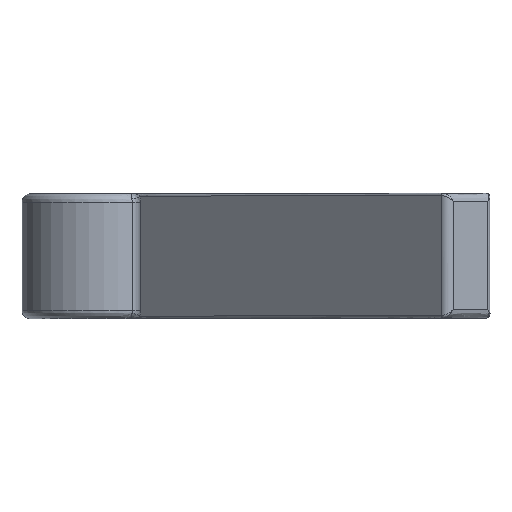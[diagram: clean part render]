
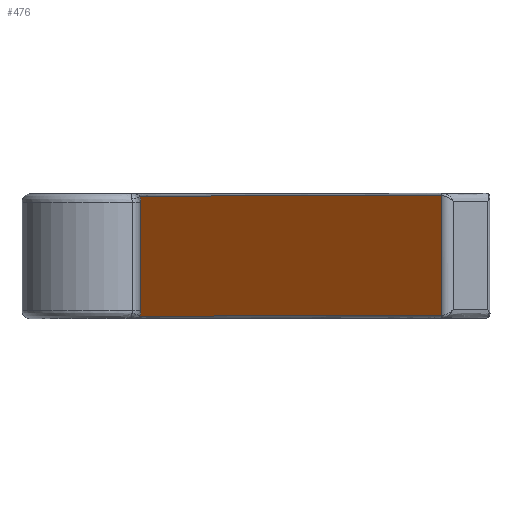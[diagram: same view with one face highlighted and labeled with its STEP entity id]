
A CAD part, top view. The second image highlights one B-rep face of the part: STEP entity #476.
In plain terms, the highlighted planar face has unit normal (-0.707, 0, 0.707).
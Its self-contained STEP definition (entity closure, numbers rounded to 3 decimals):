
#15=B_SPLINE_CURVE_WITH_KNOTS('',3,(#1011,#1012,#1013,#1014),
 .UNSPECIFIED.,.F.,.F.,(4,4),(-0.072,0.),
 .UNSPECIFIED.);
#16=B_SPLINE_CURVE_WITH_KNOTS('',3,(#1018,#1019,#1020,#1021),
 .UNSPECIFIED.,.F.,.F.,(4,4),(0.,0.072),.UNSPECIFIED.);
#63=PLANE('',#537);
#77=LINE('',#1005,#98);
#79=LINE('',#1009,#100);
#80=LINE('',#1016,#101);
#81=LINE('',#1022,#102);
#98=VECTOR('',#620,10.1);
#100=VECTOR('',#624,10.);
#101=VECTOR('',#625,10.1);
#102=VECTOR('',#626,10.);
#127=FACE_OUTER_BOUND('',#162,.T.);
#162=EDGE_LOOP('',(#369,#370,#371,#372,#373,#374));
#216=VERTEX_POINT('',#892);
#218=VERTEX_POINT('',#922);
#224=VERTEX_POINT('',#1008);
#225=VERTEX_POINT('',#1010);
#226=VERTEX_POINT('',#1015);
#227=VERTEX_POINT('',#1017);
#275=EDGE_CURVE('',#216,#218,#77,.T.);
#277=EDGE_CURVE('',#216,#224,#79,.T.);
#278=EDGE_CURVE('',#225,#224,#15,.T.);
#279=EDGE_CURVE('',#226,#225,#80,.T.);
#280=EDGE_CURVE('',#227,#226,#16,.T.);
#281=EDGE_CURVE('',#218,#227,#81,.T.);
#369=ORIENTED_EDGE('',*,*,#275,.F.);
#370=ORIENTED_EDGE('',*,*,#277,.T.);
#371=ORIENTED_EDGE('',*,*,#278,.F.);
#372=ORIENTED_EDGE('',*,*,#279,.F.);
#373=ORIENTED_EDGE('',*,*,#280,.F.);
#374=ORIENTED_EDGE('',*,*,#281,.F.);
#476=ADVANCED_FACE('',(#127),#63,.T.);
#537=AXIS2_PLACEMENT_3D('',#1007,#622,#623);
#620=DIRECTION('',(0.,-1.,0.));
#622=DIRECTION('center_axis',(-0.707,0.,
0.707));
#623=DIRECTION('ref_axis',(0.707,0.,0.707));
#624=DIRECTION('',(-0.707,0.,-0.707));
#625=DIRECTION('',(0.,1.,0.));
#626=DIRECTION('',(-0.707,0.,-0.707));
#892=CARTESIAN_POINT('',(45.052,7.242,117.684));
#922=CARTESIAN_POINT('',(45.052,-7.1,117.684));
#1005=CARTESIAN_POINT('',(45.052,-3.514,117.684));
#1007=CARTESIAN_POINT('Origin',(45.759,-7.1,118.391));
#1008=CARTESIAN_POINT('',(9.035,7.242,81.667));
#1009=CARTESIAN_POINT('',(45.759,7.242,118.391));
#1010=CARTESIAN_POINT('',(9.135,6.535,81.767));
#1011=CARTESIAN_POINT('Ctrl Pts',(9.135,6.535,81.767));
#1012=CARTESIAN_POINT('Ctrl Pts',(9.135,6.777,81.767));
#1013=CARTESIAN_POINT('Ctrl Pts',(9.101,7.019,81.733));
#1014=CARTESIAN_POINT('Ctrl Pts',(9.035,7.242,81.667));
#1015=CARTESIAN_POINT('',(9.135,-6.393,81.767));
#1016=CARTESIAN_POINT('',(9.135,7.545,81.767));
#1017=CARTESIAN_POINT('',(9.035,-7.1,81.667));
#1018=CARTESIAN_POINT('Ctrl Pts',(9.035,-7.1,81.667));
#1019=CARTESIAN_POINT('Ctrl Pts',(9.101,-6.877,81.733));
#1020=CARTESIAN_POINT('Ctrl Pts',(9.135,-6.635,81.767));
#1021=CARTESIAN_POINT('Ctrl Pts',(9.135,-6.393,81.767));
#1022=CARTESIAN_POINT('',(45.759,-7.1,118.391));
